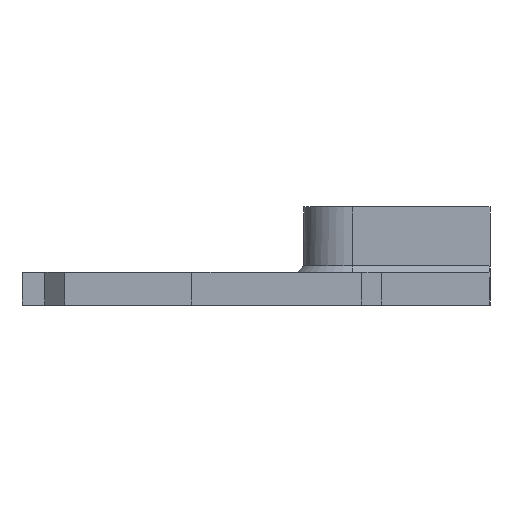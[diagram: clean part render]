
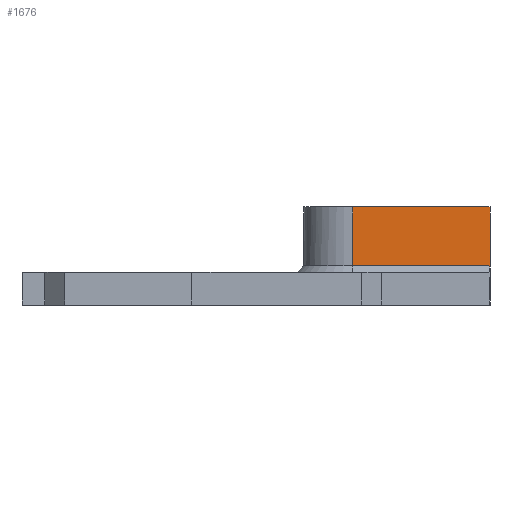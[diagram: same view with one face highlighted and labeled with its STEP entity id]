
A CAD part, front view. The second image highlights one B-rep face of the part: STEP entity #1676.
In plain terms, the highlighted face is planar.
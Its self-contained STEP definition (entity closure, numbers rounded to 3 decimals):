
#3 = LINE ( 'NONE', #1910, #2438 ) ;
#97 = EDGE_CURVE ( 'NONE', #2469, #1064, #1760, .T. ) ;
#139 = CARTESIAN_POINT ( 'NONE',  ( 24.584, 42.5, -60. ) ) ;
#148 = EDGE_CURVE ( 'NONE', #1295, #1771, #3, .T. ) ;
#229 = ORIENTED_EDGE ( 'NONE', *, *, #97, .T. ) ;
#230 = ORIENTED_EDGE ( 'NONE', *, *, #1754, .F. ) ;
#492 = VECTOR ( 'NONE', #2084, 1000. ) ;
#549 = LINE ( 'NONE', #1692, #666 ) ;
#666 = VECTOR ( 'NONE', #2475, 1000. ) ;
#759 = EDGE_LOOP ( 'NONE', ( #229, #2423, #2018, #230 ) ) ;
#843 = PLANE ( 'NONE',  #1679 ) ;
#878 = CARTESIAN_POINT ( 'NONE',  ( 3.584, 42.5, -60. ) ) ;
#894 = CARTESIAN_POINT ( 'NONE',  ( 24.584, 33.5, -60. ) ) ;
#1031 = DIRECTION ( 'NONE',  ( 0., 0., -1. ) ) ;
#1064 = VERTEX_POINT ( 'NONE', #1623 ) ;
#1103 = CARTESIAN_POINT ( 'NONE',  ( 24.584, 42.5, -60. ) ) ;
#1215 = CARTESIAN_POINT ( 'NONE',  ( 3.584, 42.5, -60. ) ) ;
#1295 = VERTEX_POINT ( 'NONE', #1103 ) ;
#1296 = DIRECTION ( 'NONE',  ( 0., -1., 0. ) ) ;
#1313 = EDGE_CURVE ( 'NONE', #1064, #1771, #549, .T. ) ;
#1369 = LINE ( 'NONE', #139, #2479 ) ;
#1623 = CARTESIAN_POINT ( 'NONE',  ( 3.584, 33.5, -60. ) ) ;
#1656 = CARTESIAN_POINT ( 'NONE',  ( 24.584, 42.5, -60. ) ) ;
#1676 = ADVANCED_FACE ( 'NONE', ( #1908 ), #843, .F. ) ;
#1679 = AXIS2_PLACEMENT_3D ( 'NONE', #1656, #1031, #2430 ) ;
#1692 = CARTESIAN_POINT ( 'NONE',  ( 24.584, 33.5, -60. ) ) ;
#1754 = EDGE_CURVE ( 'NONE', #2469, #1295, #1369, .T. ) ;
#1760 = LINE ( 'NONE', #878, #492 ) ;
#1771 = VERTEX_POINT ( 'NONE', #894 ) ;
#1864 = DIRECTION ( 'NONE',  ( 1., 0., 0. ) ) ;
#1908 = FACE_OUTER_BOUND ( 'NONE', #759, .T. ) ;
#1910 = CARTESIAN_POINT ( 'NONE',  ( 24.584, 42.5, -60. ) ) ;
#2018 = ORIENTED_EDGE ( 'NONE', *, *, #148, .F. ) ;
#2084 = DIRECTION ( 'NONE',  ( 0., -1., 0. ) ) ;
#2423 = ORIENTED_EDGE ( 'NONE', *, *, #1313, .T. ) ;
#2430 = DIRECTION ( 'NONE',  ( -1., 0., 0. ) ) ;
#2438 = VECTOR ( 'NONE', #1296, 1000. ) ;
#2469 = VERTEX_POINT ( 'NONE', #1215 ) ;
#2475 = DIRECTION ( 'NONE',  ( 1., 0., 0. ) ) ;
#2479 = VECTOR ( 'NONE', #1864, 1000. ) ;
